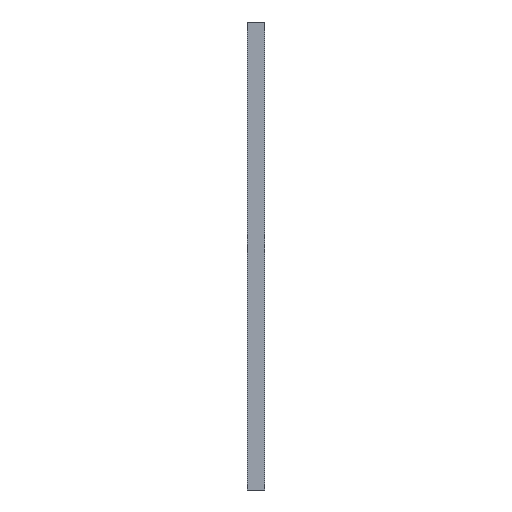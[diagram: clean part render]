
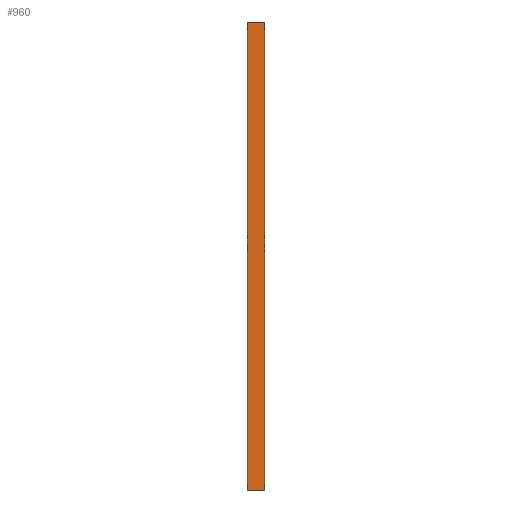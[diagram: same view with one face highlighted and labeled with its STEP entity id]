
A CAD part, left-side view. The second image highlights one B-rep face of the part: STEP entity #960.
In plain terms, the highlighted planar face has unit normal (-1, 0, 0).
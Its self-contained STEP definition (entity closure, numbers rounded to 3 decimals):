
#114=FACE_OUTER_BOUND('',#160,.T.);
#160=EDGE_LOOP('',(#791,#792,#793,#794));
#280=LINE('',#1543,#388);
#288=LINE('',#1558,#396);
#289=LINE('',#1560,#397);
#290=LINE('',#1561,#398);
#388=VECTOR('',#1276,10.);
#396=VECTOR('',#1288,10.);
#397=VECTOR('',#1291,10.);
#398=VECTOR('',#1292,10.);
#480=VERTEX_POINT('',#1540);
#481=VERTEX_POINT('',#1542);
#485=VERTEX_POINT('',#1554);
#486=VERTEX_POINT('',#1556);
#608=EDGE_CURVE('',#480,#481,#280,.T.);
#616=EDGE_CURVE('',#485,#486,#288,.T.);
#617=EDGE_CURVE('',#480,#485,#289,.T.);
#618=EDGE_CURVE('',#481,#486,#290,.T.);
#791=ORIENTED_EDGE('',*,*,#617,.T.);
#792=ORIENTED_EDGE('',*,*,#616,.T.);
#793=ORIENTED_EDGE('',*,*,#618,.F.);
#794=ORIENTED_EDGE('',*,*,#608,.F.);
#914=PLANE('',#1044);
#960=ADVANCED_FACE('',(#114),#914,.T.);
#1044=AXIS2_PLACEMENT_3D('',#1559,#1289,#1290);
#1276=DIRECTION('',(0.,1.,0.));
#1288=DIRECTION('',(0.,1.,0.));
#1289=DIRECTION('center_axis',(-1.,0.,0.));
#1290=DIRECTION('ref_axis',(0.,0.,1.));
#1291=DIRECTION('',(0.,0.,1.));
#1292=DIRECTION('',(0.,0.,1.));
#1540=CARTESIAN_POINT('',(0.,0.,-135.));
#1542=CARTESIAN_POINT('',(0.,5.,-135.));
#1543=CARTESIAN_POINT('',(0.,0.,-135.));
#1554=CARTESIAN_POINT('',(0.,0.,0.));
#1556=CARTESIAN_POINT('',(0.,5.,0.));
#1558=CARTESIAN_POINT('',(0.,0.,0.));
#1559=CARTESIAN_POINT('Origin',(0.,0.,-135.));
#1560=CARTESIAN_POINT('',(0.,0.,-135.));
#1561=CARTESIAN_POINT('',(0.,5.,-135.));
